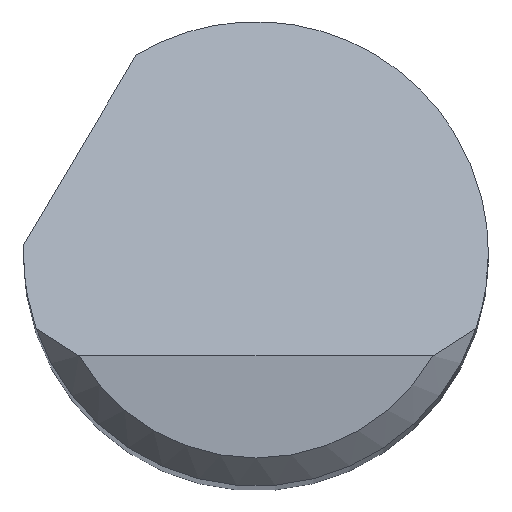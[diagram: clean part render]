
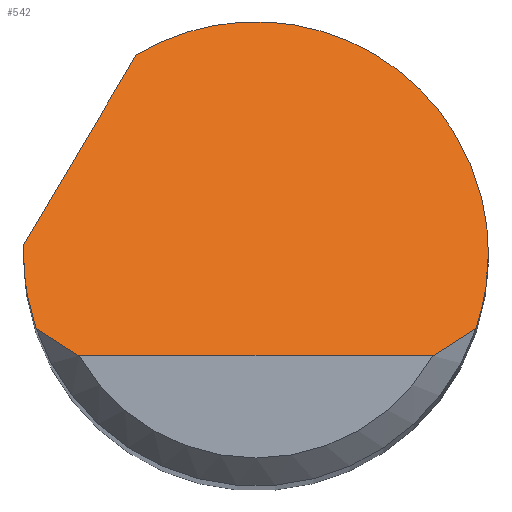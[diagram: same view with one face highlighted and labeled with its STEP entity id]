
A CAD part, top view. The second image highlights one B-rep face of the part: STEP entity #542.
In plain terms, the highlighted planar face has unit normal (0, 0.707, 0.707).
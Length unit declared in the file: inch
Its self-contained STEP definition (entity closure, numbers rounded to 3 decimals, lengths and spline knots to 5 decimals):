
#8 = VECTOR ( 'NONE', #559, 39.37008 ) ;
#23 = CARTESIAN_POINT ( 'NONE',  ( 0.11843, -0.04, 1.985 ) ) ;
#28 = CARTESIAN_POINT ( 'NONE',  ( -0.125, -0.01363, 1.95863 ) ) ;
#30 = EDGE_CURVE ( 'NONE', #300, #680, #51, .T. ) ;
#36 = CARTESIAN_POINT ( 'NONE',  ( -0.11843, -0.04, 1.985 ) ) ;
#40 = CARTESIAN_POINT ( 'NONE',  ( 0.0296, 0.1636, 1.7814 ) ) ;
#42 = B_SPLINE_CURVE_WITH_KNOTS ( 'NONE', 3,
 ( #36, #587, #121, #763 ),
 .UNSPECIFIED., .F., .F.,
 ( 4, 4 ),
 ( 0., 0.0008 ),
 .UNSPECIFIED. ) ;
#45 = VERTEX_POINT ( 'NONE', #297 ) ;
#49 = CARTESIAN_POINT ( 'NONE',  ( -0.12497, 0.00333, 1.94167 ) ) ;
#51 = LINE ( 'NONE', #784, #72 ) ;
#52 = CARTESIAN_POINT ( 'NONE',  ( 0.125, 0., 1.945 ) ) ;
#60 = VERTEX_POINT ( 'NONE', #288 ) ;
#62 = EDGE_CURVE ( 'NONE', #60, #45, #301, .T. ) ;
#66 = ORIENTED_EDGE ( 'NONE', *, *, #292, .T. ) ;
#72 = VECTOR ( 'NONE', #486, 39.37008 ) ;
#88 = VERTEX_POINT ( 'NONE', #283 ) ;
#100 = PLANE ( 'NONE',  #215 ) ;
#111 = ORIENTED_EDGE ( 'NONE', *, *, #239, .F. ) ;
#116 = EDGE_CURVE ( 'NONE', #45, #555, #650, .T. ) ;
#121 = CARTESIAN_POINT ( 'NONE',  ( -0.10339, -0.05031, 1.99531 ) ) ;
#129 = CARTESIAN_POINT ( 'NONE',  ( 0.11843, -0.04, 1.985 ) ) ;
#149 = CARTESIAN_POINT ( 'NONE',  ( 0.125, 0.10961, 1.83539 ) ) ;
#158 = DIRECTION ( 'NONE',  ( 0., -0.707, -0.707 ) ) ;
#164 =( BOUNDED_CURVE ( )  B_SPLINE_CURVE ( 3, ( #334, #648, #28, #323 ),
 .UNSPECIFIED., .F., .F. ) 
 B_SPLINE_CURVE_WITH_KNOTS ( ( 4, 4 ),
 ( 4.38666, 4.71239 ),
 .UNSPECIFIED. ) 
 CURVE ( )  GEOMETRIC_REPRESENTATION_ITEM ( )  RATIONAL_B_SPLINE_CURVE ( ( 1., 0.991, 0.991, 1. ) ) 
 REPRESENTATION_ITEM ( '' )  );
#215 = AXIS2_PLACEMENT_3D ( 'NONE', #227, #158, #727 ) ;
#227 = CARTESIAN_POINT ( 'NONE',  ( -0.125, -0.055, 2. ) ) ;
#239 = EDGE_CURVE ( 'NONE', #555, #517, #390, .T. ) ;
#253 = CARTESIAN_POINT ( 'NONE',  ( 0.125, -0.01363, 1.95863 ) ) ;
#283 = CARTESIAN_POINT ( 'NONE',  ( -0.11843, -0.04, 1.985 ) ) ;
#288 = CARTESIAN_POINT ( 'NONE',  ( -0.1249, 0.005, 1.94 ) ) ;
#292 = EDGE_CURVE ( 'NONE', #680, #517, #539, .T. ) ;
#297 = CARTESIAN_POINT ( 'NONE',  ( -0.06437, 0.10715, 1.83785 ) ) ;
#300 = VERTEX_POINT ( 'NONE', #459 ) ;
#301 = LINE ( 'NONE', #366, #8 ) ;
#306 = ORIENTED_EDGE ( 'NONE', *, *, #527, .F. ) ;
#316 = CARTESIAN_POINT ( 'NONE',  ( 0.11843, -0.04, 1.985 ) ) ;
#323 = CARTESIAN_POINT ( 'NONE',  ( -0.125, 0., 1.945 ) ) ;
#329 = CARTESIAN_POINT ( 'NONE',  ( 0.10339, -0.05031, 1.99531 ) ) ;
#332 =( BOUNDED_CURVE ( )  B_SPLINE_CURVE ( 3, ( #417, #353, #49, #344 ),
 .UNSPECIFIED., .F., .T. ) 
 B_SPLINE_CURVE_WITH_KNOTS ( ( 4, 4 ),
 ( 4.71239, 4.7524 ),
 .UNSPECIFIED. ) 
 CURVE ( )  GEOMETRIC_REPRESENTATION_ITEM ( )  RATIONAL_B_SPLINE_CURVE ( ( 1., 1., 1., 1. ) ) 
 REPRESENTATION_ITEM ( '' )  );
#334 = CARTESIAN_POINT ( 'NONE',  ( -0.11843, -0.04, 1.985 ) ) ;
#344 = CARTESIAN_POINT ( 'NONE',  ( -0.1249, 0.005, 1.94 ) ) ;
#353 = CARTESIAN_POINT ( 'NONE',  ( -0.125, 0.00167, 1.94333 ) ) ;
#366 = CARTESIAN_POINT ( 'NONE',  ( -0.15516, -0.04606, 1.99106 ) ) ;
#390 =( BOUNDED_CURVE ( )  B_SPLINE_CURVE ( 3, ( #391, #253, #597, #129 ),
 .UNSPECIFIED., .F., .T. ) 
 B_SPLINE_CURVE_WITH_KNOTS ( ( 4, 4 ),
 ( 1.5708, 1.89653 ),
 .UNSPECIFIED. ) 
 CURVE ( )  GEOMETRIC_REPRESENTATION_ITEM ( )  RATIONAL_B_SPLINE_CURVE ( ( 1., 0.991, 0.991, 1. ) ) 
 REPRESENTATION_ITEM ( '' )  );
#391 = CARTESIAN_POINT ( 'NONE',  ( 0.125, 0., 1.945 ) ) ;
#398 = CARTESIAN_POINT ( 'NONE',  ( 0.09526, -0.055, 2. ) ) ;
#417 = CARTESIAN_POINT ( 'NONE',  ( -0.125, 0., 1.945 ) ) ;
#459 = CARTESIAN_POINT ( 'NONE',  ( -0.09526, -0.055, 2. ) ) ;
#464 = ORIENTED_EDGE ( 'NONE', *, *, #627, .T. ) ;
#486 = DIRECTION ( 'NONE',  ( 1., 0., 0. ) ) ;
#487 = ORIENTED_EDGE ( 'NONE', *, *, #632, .F. ) ;
#489 = ORIENTED_EDGE ( 'NONE', *, *, #62, .F. ) ;
#494 = VERTEX_POINT ( 'NONE', #581 ) ;
#500 = EDGE_LOOP ( 'NONE', ( #609, #66, #111, #744, #489, #306, #487, #464 ) ) ;
#517 = VERTEX_POINT ( 'NONE', #316 ) ;
#527 = EDGE_CURVE ( 'NONE', #494, #60, #332, .T. ) ;
#539 = B_SPLINE_CURVE_WITH_KNOTS ( 'NONE', 3,
 ( #398, #329, #584, #23 ),
 .UNSPECIFIED., .F., .F.,
 ( 4, 4 ),
 ( 0., 0.0008 ),
 .UNSPECIFIED. ) ;
#542 = ADVANCED_FACE ( 'NONE', ( #603 ), #100, .F. ) ;
#555 = VERTEX_POINT ( 'NONE', #52 ) ;
#559 = DIRECTION ( 'NONE',  ( 0.386, 0.652, -0.652 ) ) ;
#581 = CARTESIAN_POINT ( 'NONE',  ( -0.125, 0., 1.945 ) ) ;
#584 = CARTESIAN_POINT ( 'NONE',  ( 0.11107, -0.04528, 1.99028 ) ) ;
#586 = CARTESIAN_POINT ( 'NONE',  ( 0.125, 0., 1.945 ) ) ;
#587 = CARTESIAN_POINT ( 'NONE',  ( -0.11107, -0.04528, 1.99028 ) ) ;
#597 = CARTESIAN_POINT ( 'NONE',  ( 0.12279, -0.02708, 1.97208 ) ) ;
#603 = FACE_OUTER_BOUND ( 'NONE', #500, .T. ) ;
#609 = ORIENTED_EDGE ( 'NONE', *, *, #30, .T. ) ;
#627 = EDGE_CURVE ( 'NONE', #88, #300, #42, .T. ) ;
#632 = EDGE_CURVE ( 'NONE', #88, #494, #164, .T. ) ;
#648 = CARTESIAN_POINT ( 'NONE',  ( -0.12279, -0.02708, 1.97208 ) ) ;
#650 =( BOUNDED_CURVE ( )  B_SPLINE_CURVE ( 3, ( #762, #40, #149, #586 ),
 .UNSPECIFIED., .F., .T. ) 
 B_SPLINE_CURVE_WITH_KNOTS ( ( 4, 4 ),
 ( 5.74227, 7.85398 ),
 .UNSPECIFIED. ) 
 CURVE ( )  GEOMETRIC_REPRESENTATION_ITEM ( )  RATIONAL_B_SPLINE_CURVE ( ( 1., 0.662, 0.662, 1. ) ) 
 REPRESENTATION_ITEM ( '' )  );
#680 = VERTEX_POINT ( 'NONE', #748 ) ;
#727 = DIRECTION ( 'NONE',  ( 0., 0.707, -0.707 ) ) ;
#744 = ORIENTED_EDGE ( 'NONE', *, *, #116, .F. ) ;
#748 = CARTESIAN_POINT ( 'NONE',  ( 0.09526, -0.055, 2. ) ) ;
#762 = CARTESIAN_POINT ( 'NONE',  ( -0.06437, 0.10715, 1.83785 ) ) ;
#763 = CARTESIAN_POINT ( 'NONE',  ( -0.09526, -0.055, 2. ) ) ;
#784 = CARTESIAN_POINT ( 'NONE',  ( 0., -0.055, 2. ) ) ;
